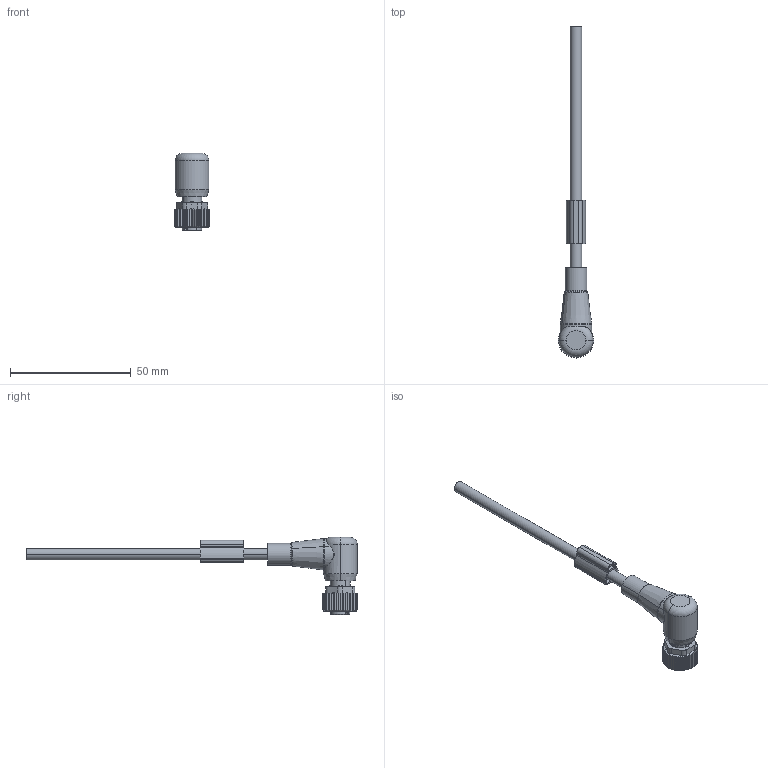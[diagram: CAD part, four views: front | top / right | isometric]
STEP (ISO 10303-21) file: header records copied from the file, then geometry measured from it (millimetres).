
FILE_DESCRIPTION(('CATIA V5 STEP Exchange','CAx-IF Rec.Pracs.--- Model Styling and Organization---1.4--- 2014-01-23'),'2;1');
FILE_NAME ('034465-2_1', '2020-04-04T14:08:22+00:00', ('none'), ('Weidmueller'), 'CATIA Version 5-6 Release 2016 SP3 HF44', 'CATIA V5 STEP AP214', 'none');
FILE_SCHEMA(('AUTOMOTIVE_DESIGN { 1 0 10303 214 1 1 1 1 }'));
Length unit declared in the file: millimetre
Products named in the file (1): 9457742000
Bounding box: 14.52 x 137.3 x 32 mm (x, y, z)
Volume: 8326.3 mm3; surface area: 7312.9 mm2
Topology: 18 solids, 18 shells, 660 faces, 1620 edges, 1013 vertices
Faces by surface type: plane 266, cylinder 209, cone 98, torus 56, bspline 23, sphere 4, revolution 4
Entity records: 19775 total; most frequent: CARTESIAN_POINT 5925, ORIENTED_EDGE 3204, DIRECTION 2101, EDGE_CURVE 1602, AXIS2_PLACEMENT_3D 1027, VERTEX_POINT 1013, EDGE_LOOP 719, ADVANCED_FACE 660
